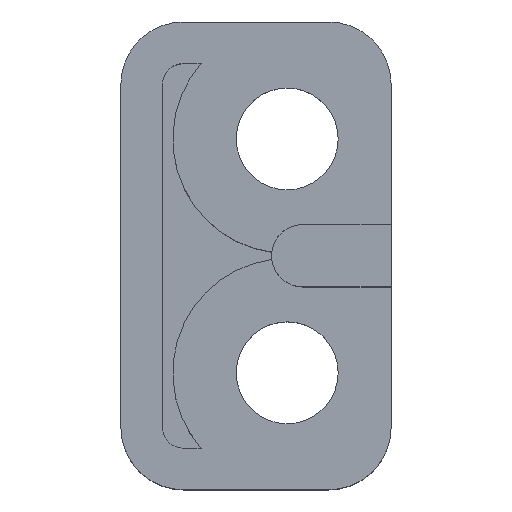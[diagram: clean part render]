
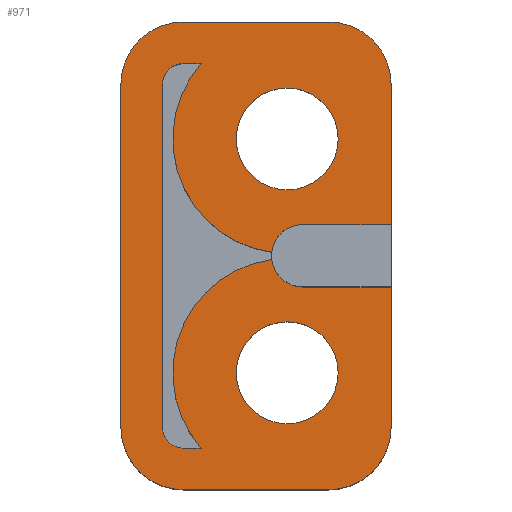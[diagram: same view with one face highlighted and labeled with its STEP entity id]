
A CAD part, top view. The second image highlights one B-rep face of the part: STEP entity #971.
In plain terms, the highlighted planar face has unit normal (0, 0, 1).
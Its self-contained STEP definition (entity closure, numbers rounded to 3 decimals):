
#15=FACE_BOUND('',#304,.T.);
#16=FACE_BOUND('',#305,.T.);
#34=PLANE('',#1111);
#65=LINE('',#1650,#131);
#69=LINE('',#1658,#135);
#80=LINE('',#1722,#146);
#86=LINE('',#1750,#152);
#89=LINE('',#1758,#155);
#93=LINE('',#1768,#159);
#95=LINE('',#1771,#161);
#96=LINE('',#1773,#162);
#97=LINE('',#1778,#163);
#98=LINE('',#1783,#164);
#131=VECTOR('',#1276,10.);
#135=VECTOR('',#1280,10.);
#146=VECTOR('',#1353,10.);
#152=VECTOR('',#1381,10.);
#155=VECTOR('',#1390,10.);
#159=VECTOR('',#1400,10.);
#161=VECTOR('',#1404,10.);
#162=VECTOR('',#1405,10.);
#163=VECTOR('',#1410,10.);
#164=VECTOR('',#1415,10.);
#245=FACE_OUTER_BOUND('',#303,.T.);
#303=EDGE_LOOP('',(#845,#846,#847,#848,#849,#850,#851,#852,#853,#854,#855,
#856,#857,#858,#859,#860,#861,#862,#863,#864));
#304=EDGE_LOOP('',(#865));
#305=EDGE_LOOP('',(#866));
#375=CIRCLE('',#1092,3.);
#376=CIRCLE('',#1095,3.);
#378=CIRCLE('',#1098,1.);
#383=CIRCLE('',#1106,1.);
#384=CIRCLE('',#1109,3.);
#385=CIRCLE('',#1112,1.5);
#386=CIRCLE('',#1113,5.5);
#387=CIRCLE('',#1114,5.5);
#388=CIRCLE('',#1115,1.5);
#389=CIRCLE('',#1116,3.);
#390=CIRCLE('',#1117,2.45);
#391=CIRCLE('',#1118,2.45);
#442=VERTEX_POINT('',#1647);
#443=VERTEX_POINT('',#1649);
#446=VERTEX_POINT('',#1655);
#447=VERTEX_POINT('',#1657);
#457=VERTEX_POINT('',#1714);
#458=VERTEX_POINT('',#1716);
#459=VERTEX_POINT('',#1720);
#462=VERTEX_POINT('',#1729);
#463=VERTEX_POINT('',#1731);
#470=VERTEX_POINT('',#1749);
#471=VERTEX_POINT('',#1753);
#472=VERTEX_POINT('',#1757);
#473=VERTEX_POINT('',#1761);
#474=VERTEX_POINT('',#1763);
#475=VERTEX_POINT('',#1767);
#476=VERTEX_POINT('',#1772);
#477=VERTEX_POINT('',#1774);
#478=VERTEX_POINT('',#1777);
#479=VERTEX_POINT('',#1779);
#480=VERTEX_POINT('',#1781);
#481=VERTEX_POINT('',#1785);
#482=VERTEX_POINT('',#1787);
#553=EDGE_CURVE('',#443,#442,#65,.T.);
#557=EDGE_CURVE('',#447,#446,#69,.T.);
#581=EDGE_CURVE('',#457,#458,#375,.T.);
#584=EDGE_CURVE('',#457,#459,#80,.T.);
#585=EDGE_CURVE('',#447,#459,#376,.T.);
#588=EDGE_CURVE('',#462,#463,#378,.T.);
#597=EDGE_CURVE('',#470,#463,#86,.T.);
#599=EDGE_CURVE('',#470,#471,#383,.T.);
#601=EDGE_CURVE('',#472,#471,#89,.T.);
#604=EDGE_CURVE('',#473,#474,#384,.T.);
#606=EDGE_CURVE('',#475,#474,#93,.T.);
#608=EDGE_CURVE('',#473,#458,#95,.T.);
#609=EDGE_CURVE('',#476,#446,#96,.T.);
#610=EDGE_CURVE('',#477,#476,#385,.T.);
#611=EDGE_CURVE('',#477,#472,#386,.T.);
#612=EDGE_CURVE('',#462,#478,#97,.T.);
#613=EDGE_CURVE('',#479,#478,#387,.T.);
#614=EDGE_CURVE('',#480,#479,#388,.T.);
#615=EDGE_CURVE('',#443,#480,#98,.T.);
#616=EDGE_CURVE('',#475,#442,#389,.T.);
#617=EDGE_CURVE('',#481,#481,#390,.T.);
#618=EDGE_CURVE('',#482,#482,#391,.T.);
#845=ORIENTED_EDGE('',*,*,#604,.F.);
#846=ORIENTED_EDGE('',*,*,#608,.T.);
#847=ORIENTED_EDGE('',*,*,#581,.F.);
#848=ORIENTED_EDGE('',*,*,#584,.T.);
#849=ORIENTED_EDGE('',*,*,#585,.F.);
#850=ORIENTED_EDGE('',*,*,#557,.T.);
#851=ORIENTED_EDGE('',*,*,#609,.F.);
#852=ORIENTED_EDGE('',*,*,#610,.F.);
#853=ORIENTED_EDGE('',*,*,#611,.T.);
#854=ORIENTED_EDGE('',*,*,#601,.T.);
#855=ORIENTED_EDGE('',*,*,#599,.F.);
#856=ORIENTED_EDGE('',*,*,#597,.T.);
#857=ORIENTED_EDGE('',*,*,#588,.F.);
#858=ORIENTED_EDGE('',*,*,#612,.T.);
#859=ORIENTED_EDGE('',*,*,#613,.F.);
#860=ORIENTED_EDGE('',*,*,#614,.F.);
#861=ORIENTED_EDGE('',*,*,#615,.F.);
#862=ORIENTED_EDGE('',*,*,#553,.T.);
#863=ORIENTED_EDGE('',*,*,#616,.F.);
#864=ORIENTED_EDGE('',*,*,#606,.T.);
#865=ORIENTED_EDGE('',*,*,#617,.T.);
#866=ORIENTED_EDGE('',*,*,#618,.T.);
#971=ADVANCED_FACE('',(#245,#15,#16),#34,.T.);
#1092=AXIS2_PLACEMENT_3D('',#1717,#1347,#1348);
#1095=AXIS2_PLACEMENT_3D('',#1724,#1356,#1357);
#1098=AXIS2_PLACEMENT_3D('',#1732,#1363,#1364);
#1106=AXIS2_PLACEMENT_3D('',#1754,#1385,#1386);
#1109=AXIS2_PLACEMENT_3D('',#1764,#1395,#1396);
#1111=AXIS2_PLACEMENT_3D('',#1770,#1402,#1403);
#1112=AXIS2_PLACEMENT_3D('',#1775,#1406,#1407);
#1113=AXIS2_PLACEMENT_3D('',#1776,#1408,#1409);
#1114=AXIS2_PLACEMENT_3D('',#1780,#1411,#1412);
#1115=AXIS2_PLACEMENT_3D('',#1782,#1413,#1414);
#1116=AXIS2_PLACEMENT_3D('',#1784,#1416,#1417);
#1117=AXIS2_PLACEMENT_3D('',#1786,#1418,#1419);
#1118=AXIS2_PLACEMENT_3D('',#1788,#1420,#1421);
#1276=DIRECTION('',(0.,1.,0.));
#1280=DIRECTION('',(0.,1.,0.));
#1347=DIRECTION('center_axis',(0.,0.,-1.));
#1348=DIRECTION('ref_axis',(-0.707,-0.707,0.));
#1353=DIRECTION('',(1.,0.,0.));
#1356=DIRECTION('center_axis',(0.,0.,-1.));
#1357=DIRECTION('ref_axis',(0.707,-0.707,0.));
#1363=DIRECTION('center_axis',(0.,0.,1.));
#1364=DIRECTION('ref_axis',(-0.707,0.707,0.));
#1381=DIRECTION('',(0.,1.,0.));
#1385=DIRECTION('center_axis',(0.,0.,1.));
#1386=DIRECTION('ref_axis',(-0.707,-0.707,0.));
#1390=DIRECTION('',(-1.,0.,0.));
#1395=DIRECTION('center_axis',(0.,0.,-1.));
#1396=DIRECTION('ref_axis',(-0.707,0.707,0.));
#1400=DIRECTION('',(-1.,0.,0.));
#1402=DIRECTION('center_axis',(0.,0.,1.));
#1403=DIRECTION('ref_axis',(1.,0.,0.));
#1404=DIRECTION('',(0.,-1.,0.));
#1405=DIRECTION('',(1.,0.,0.));
#1406=DIRECTION('center_axis',(0.,0.,1.));
#1407=DIRECTION('ref_axis',(0.,1.,0.));
#1408=DIRECTION('center_axis',(0.,0.,1.));
#1409=DIRECTION('ref_axis',(-0.752,-0.659,0.));
#1410=DIRECTION('',(1.,0.,0.));
#1411=DIRECTION('center_axis',(0.,0.,-1.));
#1412=DIRECTION('ref_axis',(-0.752,0.659,0.));
#1413=DIRECTION('center_axis',(0.,0.,1.));
#1414=DIRECTION('ref_axis',(0.,1.,0.));
#1415=DIRECTION('',(-1.,0.,0.));
#1416=DIRECTION('center_axis',(0.,0.,-1.));
#1417=DIRECTION('ref_axis',(0.707,0.707,0.));
#1418=DIRECTION('center_axis',(0.,0.,-1.));
#1419=DIRECTION('ref_axis',(1.,0.,0.));
#1420=DIRECTION('center_axis',(0.,0.,-1.));
#1421=DIRECTION('ref_axis',(1.,0.,0.));
#1647=CARTESIAN_POINT('',(6.,8.25,4.));
#1649=CARTESIAN_POINT('',(6.,1.5,4.));
#1650=CARTESIAN_POINT('',(6.,-11.25,4.));
#1655=CARTESIAN_POINT('',(6.,-1.5,4.));
#1657=CARTESIAN_POINT('',(6.,-8.25,4.));
#1658=CARTESIAN_POINT('',(6.,-11.25,4.));
#1714=CARTESIAN_POINT('',(-4.,-11.25,4.));
#1716=CARTESIAN_POINT('',(-7.,-8.25,4.));
#1717=CARTESIAN_POINT('Origin',(-4.,-8.25,4.));
#1720=CARTESIAN_POINT('',(3.,-11.25,4.));
#1722=CARTESIAN_POINT('',(-6.,-11.25,4.));
#1724=CARTESIAN_POINT('Origin',(3.,-8.25,4.));
#1729=CARTESIAN_POINT('',(-4.,9.25,4.));
#1731=CARTESIAN_POINT('',(-5.,8.25,4.));
#1732=CARTESIAN_POINT('Origin',(-4.,8.25,4.));
#1749=CARTESIAN_POINT('',(-5.,-8.25,4.));
#1750=CARTESIAN_POINT('',(-5.,-4.125,4.));
#1753=CARTESIAN_POINT('',(-4.,-9.25,4.));
#1754=CARTESIAN_POINT('Origin',(-4.,-8.25,4.));
#1757=CARTESIAN_POINT('',(-3.136,-9.25,4.));
#1758=CARTESIAN_POINT('',(0.5,-9.25,4.));
#1761=CARTESIAN_POINT('',(-7.,8.25,4.));
#1763=CARTESIAN_POINT('',(-4.,11.25,4.));
#1764=CARTESIAN_POINT('Origin',(-4.,8.25,4.));
#1767=CARTESIAN_POINT('',(3.,11.25,4.));
#1768=CARTESIAN_POINT('',(6.,11.25,4.));
#1770=CARTESIAN_POINT('Origin',(0.,0.,4.));
#1771=CARTESIAN_POINT('',(-7.,11.25,4.));
#1772=CARTESIAN_POINT('',(1.75,-1.5,4.));
#1773=CARTESIAN_POINT('',(2.875,-1.5,4.));
#1774=CARTESIAN_POINT('',(0.26,-0.175,4.));
#1775=CARTESIAN_POINT('Origin',(1.75,0.,4.));
#1776=CARTESIAN_POINT('Origin',(1.,-5.625,4.));
#1777=CARTESIAN_POINT('',(-3.136,9.25,4.));
#1778=CARTESIAN_POINT('',(-4.5,9.25,4.));
#1779=CARTESIAN_POINT('',(0.26,0.175,4.));
#1780=CARTESIAN_POINT('Origin',(1.,5.625,4.));
#1781=CARTESIAN_POINT('',(1.75,1.5,4.));
#1782=CARTESIAN_POINT('Origin',(1.75,0.,4.));
#1783=CARTESIAN_POINT('',(0.75,1.5,4.));
#1784=CARTESIAN_POINT('Origin',(3.,8.25,4.));
#1785=CARTESIAN_POINT('',(-1.45,5.625,4.));
#1786=CARTESIAN_POINT('Origin',(1.,5.625,4.));
#1787=CARTESIAN_POINT('',(-1.45,-5.625,4.));
#1788=CARTESIAN_POINT('Origin',(1.,-5.625,4.));
